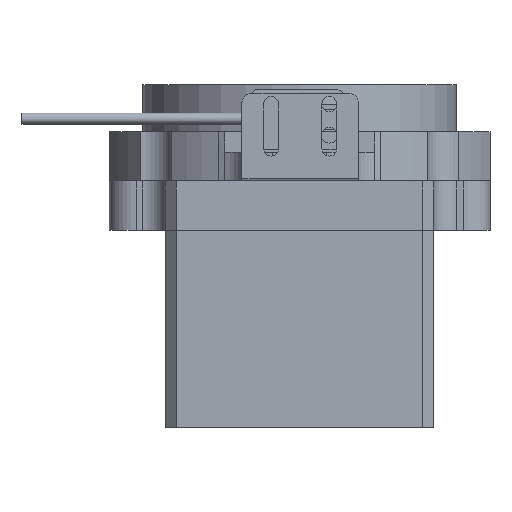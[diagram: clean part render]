
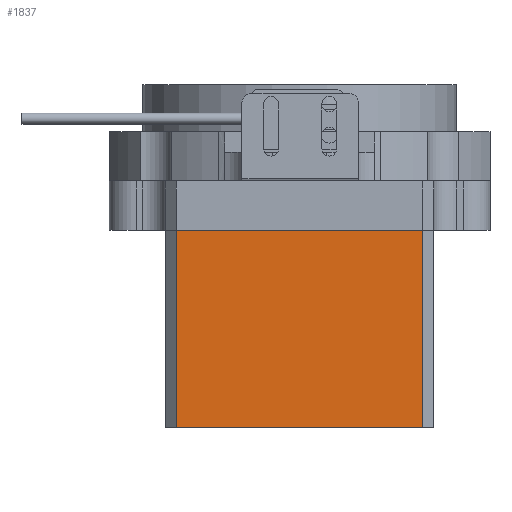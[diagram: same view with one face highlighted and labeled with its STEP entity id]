
A CAD part, front view. The second image highlights one B-rep face of the part: STEP entity #1837.
In plain terms, the highlighted planar face has unit normal (0, -1, 0).
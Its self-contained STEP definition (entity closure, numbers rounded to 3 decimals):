
#480 = CARTESIAN_POINT ( 'NONE',  ( 27.5, -73.3, -42. ) ) ;
#683 = ORIENTED_EDGE ( 'NONE', *, *, #857, .T. ) ;
#811 = CARTESIAN_POINT ( 'NONE',  ( 27.5, -73.3, -42. ) ) ;
#857 = EDGE_CURVE ( 'NONE', #2538, #8975, #6805, .T. ) ;
#947 = CARTESIAN_POINT ( 'NONE',  ( 27.5, -73.3, 0. ) ) ;
#1507 = VECTOR ( 'NONE', #9014, 1000. ) ;
#1837 = ADVANCED_FACE ( 'NONE', ( #6406 ), #5014, .F. ) ;
#1859 = LINE ( 'NONE', #8055, #4982 ) ;
#2136 = LINE ( 'NONE', #947, #7790 ) ;
#2193 = DIRECTION ( 'NONE',  ( 1., 0., 0. ) ) ;
#2538 = VERTEX_POINT ( 'NONE', #5107 ) ;
#3289 = DIRECTION ( 'NONE',  ( 0., 0., 1. ) ) ;
#3606 = ORIENTED_EDGE ( 'NONE', *, *, #5994, .F. ) ;
#3761 = DIRECTION ( 'NONE',  ( -1., 0., 0. ) ) ;
#4018 = VERTEX_POINT ( 'NONE', #7709 ) ;
#4040 = LINE ( 'NONE', #6201, #1507 ) ;
#4097 = ORIENTED_EDGE ( 'NONE', *, *, #7503, .T. ) ;
#4266 = EDGE_CURVE ( 'NONE', #2538, #4618, #4040, .T. ) ;
#4423 = VECTOR ( 'NONE', #3289, 1000. ) ;
#4618 = VERTEX_POINT ( 'NONE', #7307 ) ;
#4791 = ORIENTED_EDGE ( 'NONE', *, *, #4266, .F. ) ;
#4982 = VECTOR ( 'NONE', #6113, 1000. ) ;
#5014 = PLANE ( 'NONE',  #7978 ) ;
#5105 = EDGE_LOOP ( 'NONE', ( #683, #4097, #3606, #4791 ) ) ;
#5107 = CARTESIAN_POINT ( 'NONE',  ( 27.5, -73.3, -44. ) ) ;
#5994 = EDGE_CURVE ( 'NONE', #4618, #4018, #1859, .T. ) ;
#6113 = DIRECTION ( 'NONE',  ( 0., 0., 1. ) ) ;
#6201 = CARTESIAN_POINT ( 'NONE',  ( 27.5, -73.3, -44. ) ) ;
#6252 = CARTESIAN_POINT ( 'NONE',  ( 27.5, -73.3, 0. ) ) ;
#6406 = FACE_OUTER_BOUND ( 'NONE', #5105, .T. ) ;
#6805 = LINE ( 'NONE', #480, #4423 ) ;
#7099 = DIRECTION ( 'NONE',  ( 0., 1., 0. ) ) ;
#7307 = CARTESIAN_POINT ( 'NONE',  ( -27.5, -73.3, -44. ) ) ;
#7503 = EDGE_CURVE ( 'NONE', #8975, #4018, #2136, .T. ) ;
#7709 = CARTESIAN_POINT ( 'NONE',  ( -27.5, -73.3, 0. ) ) ;
#7790 = VECTOR ( 'NONE', #3761, 1000. ) ;
#7978 = AXIS2_PLACEMENT_3D ( 'NONE', #811, #7099, #2193 ) ;
#8055 = CARTESIAN_POINT ( 'NONE',  ( -27.5, -73.3, -42. ) ) ;
#8975 = VERTEX_POINT ( 'NONE', #6252 ) ;
#9014 = DIRECTION ( 'NONE',  ( -1., 0., 0. ) ) ;
